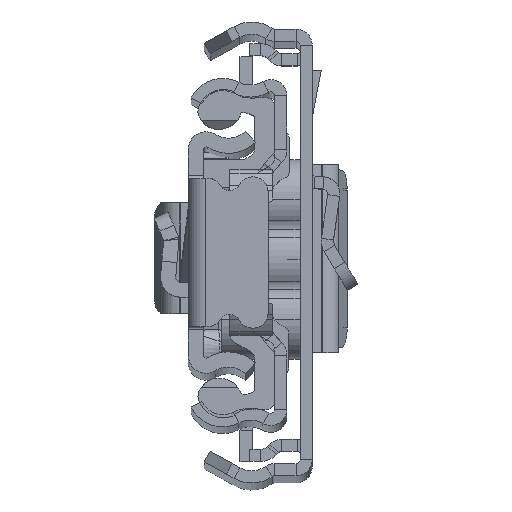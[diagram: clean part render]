
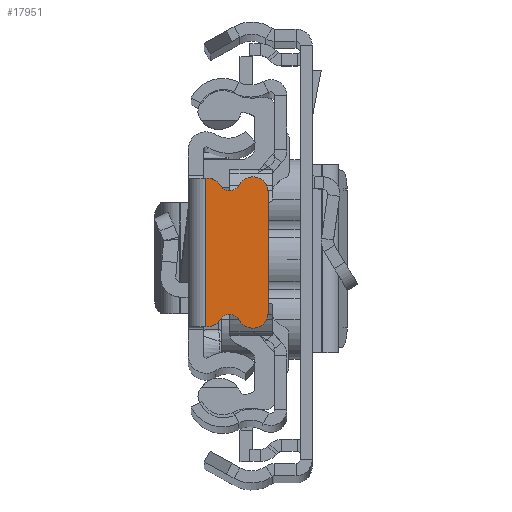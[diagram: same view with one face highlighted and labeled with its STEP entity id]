
A CAD part, top view. The second image highlights one B-rep face of the part: STEP entity #17951.
In plain terms, the highlighted planar face has unit normal (0, 0, 1).
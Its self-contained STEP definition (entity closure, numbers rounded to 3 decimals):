
#470 = LINE ( 'NONE', #9305, #26273 ) ;
#536 = FACE_OUTER_BOUND ( 'NONE', #20076, .T. ) ;
#889 = DIRECTION ( 'NONE',  ( 1., 0., 0. ) ) ;
#1008 = DIRECTION ( 'NONE',  ( 0., 0., -1. ) ) ;
#2111 = DIRECTION ( 'NONE',  ( 0., 0., -1. ) ) ;
#2140 = ORIENTED_EDGE ( 'NONE', *, *, #14511, .T. ) ;
#2199 = VERTEX_POINT ( 'NONE', #12800 ) ;
#2816 = DIRECTION ( 'NONE',  ( 1., 0., 0. ) ) ;
#3873 = EDGE_CURVE ( 'NONE', #15533, #23258, #9234, .T. ) ;
#4252 = CARTESIAN_POINT ( 'NONE',  ( -1.75, 7.37, 0. ) ) ;
#4427 = CARTESIAN_POINT ( 'NONE',  ( -3.206, 6.658, 0. ) ) ;
#5057 = DIRECTION ( 'NONE',  ( -1., 0., 0. ) ) ;
#5276 = CARTESIAN_POINT ( 'NONE',  ( -1.929, 7.37, 0. ) ) ;
#5322 = ORIENTED_EDGE ( 'NONE', *, *, #15021, .T. ) ;
#5643 = AXIS2_PLACEMENT_3D ( 'NONE', #21448, #15252, #889 ) ;
#5881 = DIRECTION ( 'NONE',  ( 0., -1., 0. ) ) ;
#5898 = CARTESIAN_POINT ( 'NONE',  ( -3.206, -6.658, 0. ) ) ;
#8666 = DIRECTION ( 'NONE',  ( 0., -1., 0. ) ) ;
#8707 = EDGE_CURVE ( 'NONE', #19137, #13057, #20148, .T. ) ;
#8724 = ORIENTED_EDGE ( 'NONE', *, *, #15233, .F. ) ;
#8926 = CARTESIAN_POINT ( 'NONE',  ( -1.929, 7.37, 0. ) ) ;
#9076 = CARTESIAN_POINT ( 'NONE',  ( -5.109, -6.713, 0. ) ) ;
#9218 = VERTEX_POINT ( 'NONE', #5898 ) ;
#9234 = CIRCLE ( 'NONE', #21677, 1.5 ) ;
#9305 = CARTESIAN_POINT ( 'NONE',  ( -7.929, -6., 0. ) ) ;
#9410 = DIRECTION ( 'NONE',  ( -1., 0., 0. ) ) ;
#9430 = CARTESIAN_POINT ( 'NONE',  ( -1.929, 5.87, 0. ) ) ;
#9500 = VECTOR ( 'NONE', #9410, 1000. ) ;
#9544 = CIRCLE ( 'NONE', #18528, 1.1 ) ;
#9906 = DIRECTION ( 'NONE',  ( 1., 0., 0. ) ) ;
#10339 = CIRCLE ( 'NONE', #25344, 1.5 ) ;
#10501 = ORIENTED_EDGE ( 'NONE', *, *, #8707, .F. ) ;
#10881 = CARTESIAN_POINT ( 'NONE',  ( 394.071, 0., 0. ) ) ;
#11083 = CARTESIAN_POINT ( 'NONE',  ( -5.109, 6.713, 0. ) ) ;
#11213 = LINE ( 'NONE', #8926, #22567 ) ;
#11343 = ORIENTED_EDGE ( 'NONE', *, *, #3873, .T. ) ;
#12090 = CARTESIAN_POINT ( 'NONE',  ( -1.929, -7.37, 0. ) ) ;
#12190 = AXIS2_PLACEMENT_3D ( 'NONE', #21658, #20044, #13866 ) ;
#12462 = EDGE_CURVE ( 'NONE', #24858, #9218, #21848, .T. ) ;
#12474 = VECTOR ( 'NONE', #5881, 1000. ) ;
#12734 = DIRECTION ( 'NONE',  ( 0., 0., 1. ) ) ;
#12800 = CARTESIAN_POINT ( 'NONE',  ( -7.929, -6., 0. ) ) ;
#13057 = VERTEX_POINT ( 'NONE', #21538 ) ;
#13866 = DIRECTION ( 'NONE',  ( 1., 0., 0. ) ) ;
#14070 = CARTESIAN_POINT ( 'NONE',  ( -4.142, 7.236, 0. ) ) ;
#14511 = EDGE_CURVE ( 'NONE', #23763, #23420, #10339, .T. ) ;
#14891 = CARTESIAN_POINT ( 'NONE',  ( -1.75, -7.37, 0. ) ) ;
#15021 = EDGE_CURVE ( 'NONE', #9218, #13057, #15052, .T. ) ;
#15052 = CIRCLE ( 'NONE', #5643, 1.5 ) ;
#15233 = EDGE_CURVE ( 'NONE', #18827, #19137, #16058, .T. ) ;
#15252 = DIRECTION ( 'NONE',  ( 0., 0., 1. ) ) ;
#15533 = VERTEX_POINT ( 'NONE', #5276 ) ;
#15680 = CARTESIAN_POINT ( 'NONE',  ( -7.929, 6., 0. ) ) ;
#16058 = LINE ( 'NONE', #24254, #12474 ) ;
#17022 = DIRECTION ( 'NONE',  ( -1., 0., 0. ) ) ;
#17119 = CARTESIAN_POINT ( 'NONE',  ( -4.142, -7.236, 0. ) ) ;
#17331 = EDGE_CURVE ( 'NONE', #23258, #23763, #9544, .T. ) ;
#17552 = EDGE_CURVE ( 'NONE', #23420, #2199, #470, .T. ) ;
#17619 = DIRECTION ( 'NONE',  ( 0., 0., 1. ) ) ;
#17951 = ADVANCED_FACE ( 'NONE', ( #536 ), #21215, .T. ) ;
#18528 = AXIS2_PLACEMENT_3D ( 'NONE', #14070, #2111, #9906 ) ;
#18827 = VERTEX_POINT ( 'NONE', #4252 ) ;
#19137 = VERTEX_POINT ( 'NONE', #14891 ) ;
#19175 = CARTESIAN_POINT ( 'NONE',  ( -6.429, 6., 0. ) ) ;
#19263 = DIRECTION ( 'NONE',  ( 1., 0., 0. ) ) ;
#19721 = ORIENTED_EDGE ( 'NONE', *, *, #17331, .T. ) ;
#19766 = DIRECTION ( 'NONE',  ( -1., 0., 0. ) ) ;
#20044 = DIRECTION ( 'NONE',  ( 0., 0., 1. ) ) ;
#20076 = EDGE_LOOP ( 'NONE', ( #8724, #24233, #11343, #19721, #2140, #21769, #22295, #21554, #5322, #10501 ) ) ;
#20148 = LINE ( 'NONE', #12090, #9500 ) ;
#21086 = DIRECTION ( 'NONE',  ( 0., 0., 1. ) ) ;
#21199 = EDGE_CURVE ( 'NONE', #15533, #18827, #11213, .T. ) ;
#21215 = PLANE ( 'NONE',  #21564 ) ;
#21399 = AXIS2_PLACEMENT_3D ( 'NONE', #17119, #1008, #5057 ) ;
#21448 = CARTESIAN_POINT ( 'NONE',  ( -1.929, -5.87, 0. ) ) ;
#21538 = CARTESIAN_POINT ( 'NONE',  ( -1.929, -7.37, 0. ) ) ;
#21554 = ORIENTED_EDGE ( 'NONE', *, *, #12462, .T. ) ;
#21564 = AXIS2_PLACEMENT_3D ( 'NONE', #10881, #21086, #2816 ) ;
#21658 = CARTESIAN_POINT ( 'NONE',  ( -6.429, -6., 0. ) ) ;
#21677 = AXIS2_PLACEMENT_3D ( 'NONE', #9430, #17619, #19766 ) ;
#21769 = ORIENTED_EDGE ( 'NONE', *, *, #17552, .T. ) ;
#21848 = CIRCLE ( 'NONE', #21399, 1.1 ) ;
#22295 = ORIENTED_EDGE ( 'NONE', *, *, #26365, .T. ) ;
#22567 = VECTOR ( 'NONE', #19263, 1000. ) ;
#23258 = VERTEX_POINT ( 'NONE', #4427 ) ;
#23420 = VERTEX_POINT ( 'NONE', #15680 ) ;
#23763 = VERTEX_POINT ( 'NONE', #11083 ) ;
#24233 = ORIENTED_EDGE ( 'NONE', *, *, #21199, .F. ) ;
#24254 = CARTESIAN_POINT ( 'NONE',  ( -1.75, 0., 0. ) ) ;
#24858 = VERTEX_POINT ( 'NONE', #9076 ) ;
#25344 = AXIS2_PLACEMENT_3D ( 'NONE', #19175, #12734, #17022 ) ;
#25910 = CIRCLE ( 'NONE', #12190, 1.5 ) ;
#26273 = VECTOR ( 'NONE', #8666, 1000. ) ;
#26365 = EDGE_CURVE ( 'NONE', #2199, #24858, #25910, .T. ) ;
